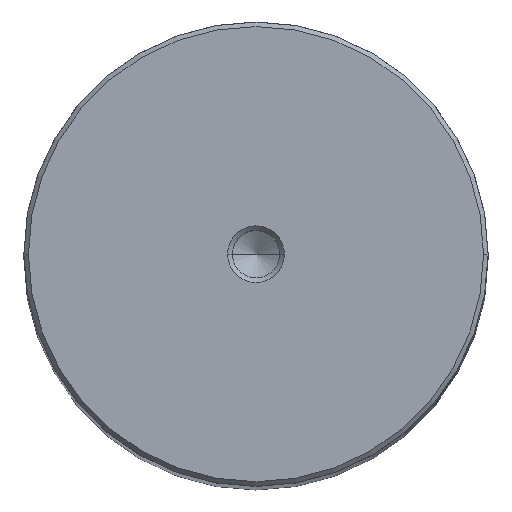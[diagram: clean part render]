
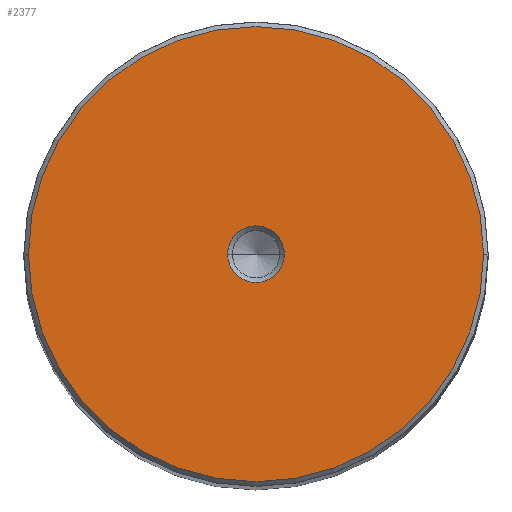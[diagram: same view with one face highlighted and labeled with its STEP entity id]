
A CAD part, top view. The second image highlights one B-rep face of the part: STEP entity #2377.
In plain terms, the highlighted planar face has unit normal (0, 0, 1).
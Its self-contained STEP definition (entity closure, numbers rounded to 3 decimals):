
#18 = DIRECTION ( 'NONE',  ( 1., 0., 0. ) ) ;
#69 = FACE_OUTER_BOUND ( 'NONE', #2546, .T. ) ;
#162 = DIRECTION ( 'NONE',  ( 1., 0., 0. ) ) ;
#260 = CIRCLE ( 'NONE', #2360, 6.1 ) ;
#423 = DIRECTION ( 'NONE',  ( 0., 0., 1. ) ) ;
#486 = EDGE_CURVE ( 'NONE', #619, #1556, #1860, .T. ) ;
#550 = EDGE_LOOP ( 'NONE', ( #2276, #2349 ) ) ;
#574 = AXIS2_PLACEMENT_3D ( 'NONE', #1690, #2123, #2832 ) ;
#592 = CIRCLE ( 'NONE', #2795, 49. ) ;
#619 = VERTEX_POINT ( 'NONE', #934 ) ;
#620 = CARTESIAN_POINT ( 'NONE',  ( -6.1, 0., 450. ) ) ;
#672 = ORIENTED_EDGE ( 'NONE', *, *, #844, .T. ) ;
#694 = FACE_BOUND ( 'NONE', #550, .T. ) ;
#728 = CARTESIAN_POINT ( 'NONE',  ( 49., 0., 450. ) ) ;
#844 = EDGE_CURVE ( 'NONE', #1556, #619, #592, .T. ) ;
#891 = PLANE ( 'NONE',  #1905 ) ;
#904 = CARTESIAN_POINT ( 'NONE',  ( 6.1, 0., 450. ) ) ;
#934 = CARTESIAN_POINT ( 'NONE',  ( -49., 0., 450. ) ) ;
#1074 = AXIS2_PLACEMENT_3D ( 'NONE', #2362, #2827, #18 ) ;
#1119 = CARTESIAN_POINT ( 'NONE',  ( 0., 0., 450. ) ) ;
#1322 = CARTESIAN_POINT ( 'NONE',  ( 0., 0., 450. ) ) ;
#1352 = DIRECTION ( 'NONE',  ( 1., 0., 0. ) ) ;
#1381 = ORIENTED_EDGE ( 'NONE', *, *, #486, .T. ) ;
#1556 = VERTEX_POINT ( 'NONE', #728 ) ;
#1557 = DIRECTION ( 'NONE',  ( 0., 0., -1. ) ) ;
#1690 = CARTESIAN_POINT ( 'NONE',  ( 0., 0., 450. ) ) ;
#1781 = EDGE_CURVE ( 'NONE', #2498, #2387, #2253, .T. ) ;
#1860 = CIRCLE ( 'NONE', #1074, 49. ) ;
#1905 = AXIS2_PLACEMENT_3D ( 'NONE', #3003, #423, #1352 ) ;
#2123 = DIRECTION ( 'NONE',  ( 0., 0., -1. ) ) ;
#2253 = CIRCLE ( 'NONE', #574, 6.1 ) ;
#2276 = ORIENTED_EDGE ( 'NONE', *, *, #2571, .T. ) ;
#2349 = ORIENTED_EDGE ( 'NONE', *, *, #1781, .T. ) ;
#2360 = AXIS2_PLACEMENT_3D ( 'NONE', #1322, #1557, #162 ) ;
#2362 = CARTESIAN_POINT ( 'NONE',  ( 0., 0., 450. ) ) ;
#2377 = ADVANCED_FACE ( 'NONE', ( #694, #69 ), #891, .T. ) ;
#2387 = VERTEX_POINT ( 'NONE', #904 ) ;
#2498 = VERTEX_POINT ( 'NONE', #620 ) ;
#2546 = EDGE_LOOP ( 'NONE', ( #1381, #672 ) ) ;
#2571 = EDGE_CURVE ( 'NONE', #2387, #2498, #260, .T. ) ;
#2754 = DIRECTION ( 'NONE',  ( 0., 0., 1. ) ) ;
#2795 = AXIS2_PLACEMENT_3D ( 'NONE', #1119, #2754, #2990 ) ;
#2827 = DIRECTION ( 'NONE',  ( 0., 0., 1. ) ) ;
#2832 = DIRECTION ( 'NONE',  ( 1., 0., 0. ) ) ;
#2990 = DIRECTION ( 'NONE',  ( 1., 0., 0. ) ) ;
#3003 = CARTESIAN_POINT ( 'NONE',  ( 0., 0., 450. ) ) ;
